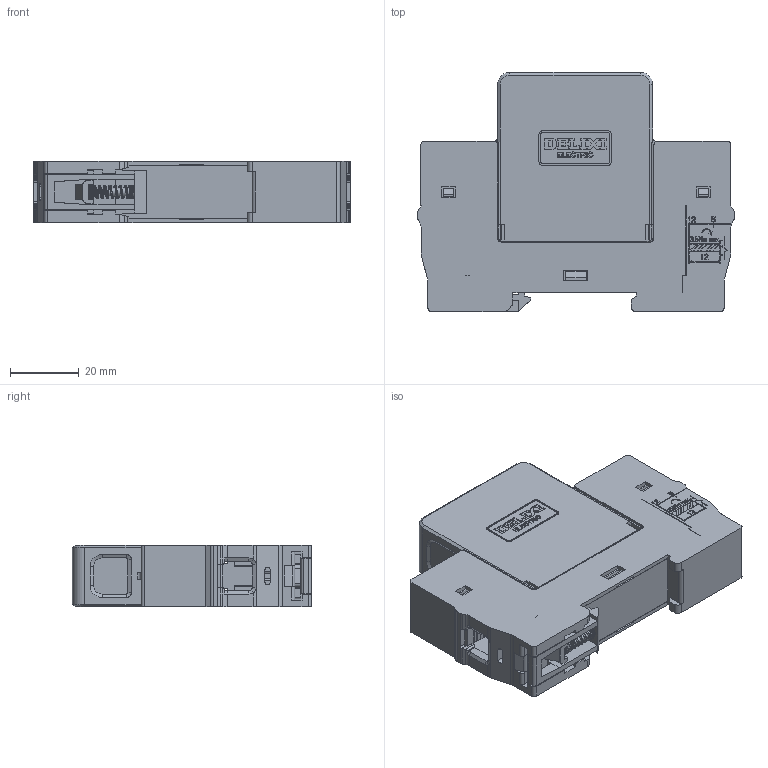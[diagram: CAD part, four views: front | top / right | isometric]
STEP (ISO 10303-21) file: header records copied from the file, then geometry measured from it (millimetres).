
FILE_DESCRIPTION((''),'2;1');
FILE_NAME('2DLX_207_001_1_DZ47Y-65_1P_ASM','2022-11-29T',('linxiao.guan'),(''),'PRO/ENGINEER BY PARAMETRIC TECHNOLOGY CORPORATION, 2015440','PRO/ENGINEER BY PARAMETRIC TECHNOLOGY CORPORATION, 2015440','');
FILE_SCHEMA(('CONFIG_CONTROL_DESIGN'));
Products named in the file (2): 8005031500; 2DLX_207_001_1_DZ47Y-65_1P_ASM
Assembly tree (1 placements, depth 2):
  2DLX_207_001_1_DZ47Y-65_1P_ASM
    8005031500
Bounding box: 92 x 69.5 x 17.8 mm (x, y, z)
Volume: 8986 mm3; surface area: 39798.5 mm2
Topology: 1 solids, 4 shells, 2539 faces, 7327 edges, 4859 vertices
Faces by surface type: plane 2268, cylinder 205, cone 28, bspline 16, torus 14, sphere 8
Entity records: 86869 total; most frequent: CARTESIAN_POINT 20112, ORIENTED_EDGE 14545, DIRECTION 12607, EDGE_CURVE 7323, VECTOR 6563, LINE 6563, VERTEX_POINT 4859, AXIS2_PLACEMENT_3D 3022
